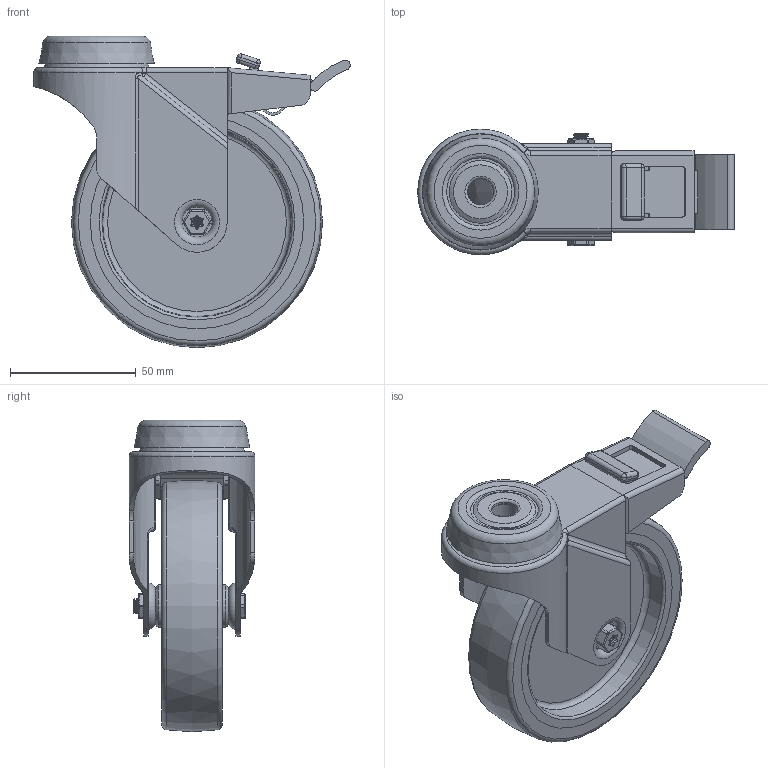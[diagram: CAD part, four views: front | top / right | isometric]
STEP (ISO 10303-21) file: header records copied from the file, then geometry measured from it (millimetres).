
FILE_DESCRIPTION(/* description */ (''),/* implementation_level */ '2;1');
FILE_NAME(/* name */ 'SSRA100GRBH10SWB.step',/* time_stamp */ '2024-05-17T11:34:17+01:00',/* author */ (''),/* organization */ (''),/* preprocessor_version */ 'ST-DEVELOPER v20',/* originating_system */ 'Autodesk Translation Framework v13.14.0.145',/* authorisation */ '');
FILE_SCHEMA (('AUTOMOTIVE_DESIGN { 1 0 10303 214 3 1 1 }'));
Length unit declared in the file: millimetre
Products named in the file (14): SSRA100GRBH10SWB; SSRA100ASBH10SWB v1; STAINLESS STEEL HEAD (1); STAINLESS STEEL FORKS (1); STAINLESS STEEL BRAKE (1); NYLON BRAKE PEDAL (1); BRAKE PAD (1); BZA100WGR v1; RUBBER TYRE; POLYPROPYLENE RIM; BOLTSSRA/6MM v2; STAINLESS STEEL AXLE BOLT; NM6GR8HALFA2 v1; STAINLESS STEEL LOCKING NUT
Assembly tree (13 placements, depth 3):
  SSRA100GRBH10SWB
    SSRA100ASBH10SWB v1
      STAINLESS STEEL HEAD (1)
      STAINLESS STEEL FORKS (1)
      STAINLESS STEEL BRAKE (1)
      NYLON BRAKE PEDAL (1)
      BRAKE PAD (1)
    BZA100WGR v1
      RUBBER TYRE
      POLYPROPYLENE RIM
    BOLTSSRA/6MM v2
      STAINLESS STEEL AXLE BOLT
    NM6GR8HALFA2 v1
      STAINLESS STEEL LOCKING NUT
Bounding box: 126 x 50 x 124 mm (x, y, z)
Volume: 151693 mm3; surface area: 83698.1 mm2
Topology: 9 solids, 9 shells, 473 faces, 1201 edges, 754 vertices
Faces by surface type: plane 199, cylinder 149, bspline 49, torus 40, cone 24, sphere 12
Full cylindrical faces by diameter (mm): 4.744 x2, 5.884 x4, 6 x2, 6.4 x1, 8 x1, 8.3 x1, 8.4 x1, 10.5 x1, 10.561 x1, 14.761 x1, 17 x2, 18 x1, 30 x1, 39 x1, 85 x2
Entity records: 24931 total; most frequent: CARTESIAN_POINT 13176, DIRECTION 2424, ORIENTED_EDGE 2382, EDGE_CURVE 1191, AXIS2_PLACEMENT_3D 927, VERTEX_POINT 754, LINE 570, VECTOR 570
